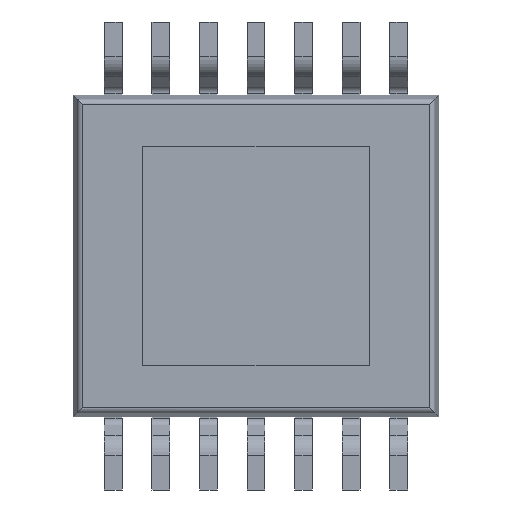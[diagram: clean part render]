
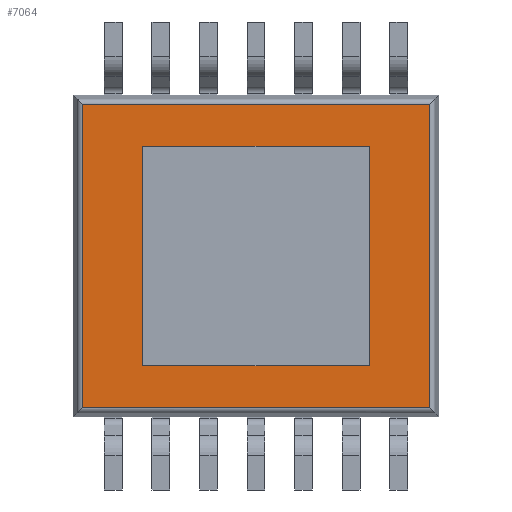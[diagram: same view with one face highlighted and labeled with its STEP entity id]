
A CAD part, front view. The second image highlights one B-rep face of the part: STEP entity #7064.
In plain terms, the highlighted planar face has unit normal (0, -1, 0).
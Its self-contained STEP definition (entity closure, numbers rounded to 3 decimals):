
#7025 = CARTESIAN_POINT ( 'NONE',  ( 2.375, 0.05, -2.075 ) ) ;
#7026 = VERTEX_POINT ( 'NONE', #7025 ) ;
#7027 = CARTESIAN_POINT ( 'NONE',  ( 2.375, 0.05, 2.075 ) ) ;
#7028 = VERTEX_POINT ( 'NONE', #7027 ) ;
#7029 = CARTESIAN_POINT ( 'NONE',  ( 2.375, 0.05, 1.621 ) ) ;
#7030 = DIRECTION ( 'NONE',  ( 0., 0., 1. ) ) ;
#7031 = VECTOR ( 'NONE', #7030, 1000. ) ;
#7032 = LINE ( 'NONE', #7029, #7031 ) ;
#7033 = EDGE_CURVE ( 'NONE', #7026, #7028, #7032, .T. ) ;
#7034 = ORIENTED_EDGE ( 'NONE', *, *, #7033, .T. ) ;
#7035 = CARTESIAN_POINT ( 'NONE',  ( -2.375, 0.05, 2.075 ) ) ;
#7036 = VERTEX_POINT ( 'NONE', #7035 ) ;
#7037 = CARTESIAN_POINT ( 'NONE',  ( 1.45, 0.05, 2.075 ) ) ;
#7038 = DIRECTION ( 'NONE',  ( -1., 0., 0. ) ) ;
#7039 = VECTOR ( 'NONE', #7038, 1000. ) ;
#7040 = LINE ( 'NONE', #7037, #7039 ) ;
#7041 = EDGE_CURVE ( 'NONE', #7028, #7036, #7040, .T. ) ;
#7042 = ORIENTED_EDGE ( 'NONE', *, *, #7041, .T. ) ;
#7043 = CARTESIAN_POINT ( 'NONE',  ( -2.375, 0.05, -2.075 ) ) ;
#7044 = VERTEX_POINT ( 'NONE', #7043 ) ;
#7045 = CARTESIAN_POINT ( 'NONE',  ( -2.375, 0.05, 1.621 ) ) ;
#7046 = DIRECTION ( 'NONE',  ( 0., 0., -1. ) ) ;
#7047 = VECTOR ( 'NONE', #7046, 1000. ) ;
#7048 = LINE ( 'NONE', #7045, #7047 ) ;
#7049 = EDGE_CURVE ( 'NONE', #7036, #7044, #7048, .T. ) ;
#7050 = ORIENTED_EDGE ( 'NONE', *, *, #7049, .T. ) ;
#7051 = CARTESIAN_POINT ( 'NONE',  ( 1.45, 0.05, -2.075 ) ) ;
#7052 = DIRECTION ( 'NONE',  ( 1., 0., 0. ) ) ;
#7053 = VECTOR ( 'NONE', #7052, 1000. ) ;
#7054 = LINE ( 'NONE', #7051, #7053 ) ;
#7055 = EDGE_CURVE ( 'NONE', #7044, #7026, #7054, .T. ) ;
#7056 = ORIENTED_EDGE ( 'NONE', *, *, #7055, .T. ) ;
#7057 = EDGE_LOOP ( 'NONE', ( #7034, #7042, #7050, #7056 ) ) ;
#7058 = FACE_OUTER_BOUND ( 'NONE', #7057, .T. ) ;
#7059 = CARTESIAN_POINT ( 'NONE',  ( 1.45, 0.05, 1.621 ) ) ;
#7060 = DIRECTION ( 'NONE',  ( 0., -1., 0. ) ) ;
#7061 = DIRECTION ( 'NONE',  ( 0., 0., -1. ) ) ;
#7062 = AXIS2_PLACEMENT_3D ( 'NONE', #7059, #7060, #7061 ) ;
#7063 = PLANE ( 'NONE', #7062 ) ;
#7064 = ADVANCED_FACE ( 'NONE', ( #7058 ), #7063, .T. ) ;
